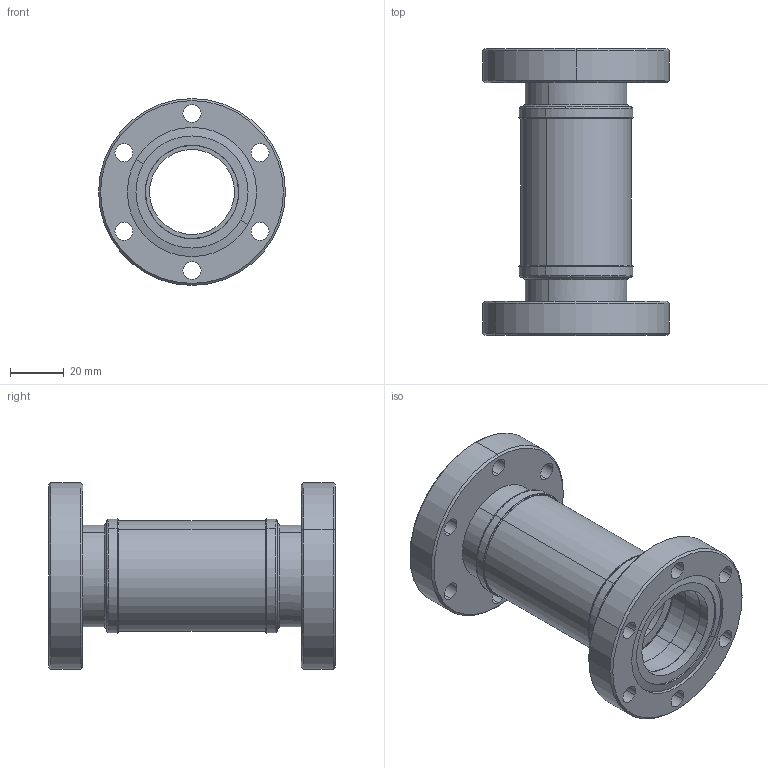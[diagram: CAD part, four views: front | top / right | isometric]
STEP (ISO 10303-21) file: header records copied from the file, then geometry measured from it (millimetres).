
FILE_DESCRIPTION (( 'STEP AP203' ), '1' );
FILE_NAME ('A0595-2-CF.STEP', '2011-10-05T19:15:39', ( '' ), ( '' ), 'SwSTEP 2.0', 'SolidWorks 2011', '' );
FILE_SCHEMA (( 'CONFIG_CONTROL_DESIGN' ));
Length unit declared in the file: inch
Products named in the file (1): A0595-2-CF
Bounding box: 69.85 x 107.21 x 69.85 mm (x, y, z)
Volume: 101230.2 mm3; surface area: 49901.7 mm2
Topology: 1 solids, 1 shells, 162 faces, 406 edges, 262 vertices
Faces by surface type: cylinder 72, cone 40, bspline 32, plane 18
Entity records: 6287 total; most frequent: CARTESIAN_POINT 2175, DIRECTION 930, ORIENTED_EDGE 812, AXIS2_PLACEMENT_3D 409, EDGE_CURVE 406, CIRCLE 278, VERTEX_POINT 262, EDGE_LOOP 204
